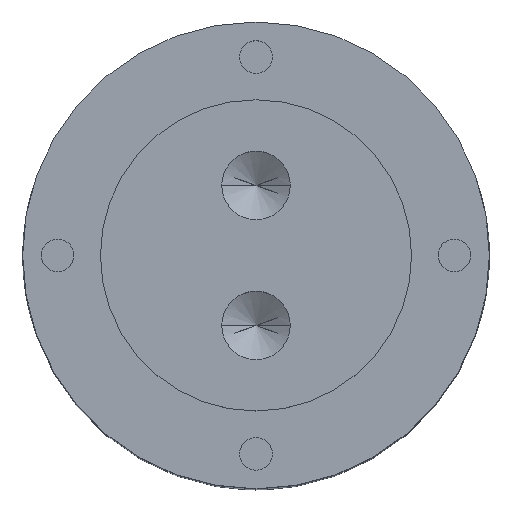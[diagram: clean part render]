
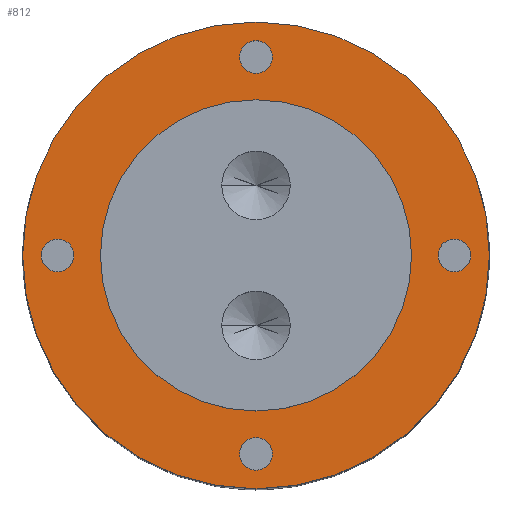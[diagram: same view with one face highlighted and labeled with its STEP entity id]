
A CAD part, top view. The second image highlights one B-rep face of the part: STEP entity #812.
In plain terms, the highlighted planar face has unit normal (0, 0, 1).
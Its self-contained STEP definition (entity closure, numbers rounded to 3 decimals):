
#13 = CARTESIAN_POINT ( 'NONE',  ( 20., 0., -2. ) ) ;
#38 = ORIENTED_EDGE ( 'NONE', *, *, #215, .F. ) ;
#40 = EDGE_CURVE ( 'NONE', #612, #1590, #1027, .T. ) ;
#43 = ORIENTED_EDGE ( 'NONE', *, *, #60, .F. ) ;
#50 = CARTESIAN_POINT ( 'NONE',  ( 0., 0., -2. ) ) ;
#60 = EDGE_CURVE ( 'NONE', #506, #291, #700, .T. ) ;
#72 = CARTESIAN_POINT ( 'NONE',  ( -23.4, 0., -2. ) ) ;
#78 = CIRCLE ( 'NONE', #1449, 2.1 ) ;
#95 = CARTESIAN_POINT ( 'NONE',  ( 0., 20., -2. ) ) ;
#101 = EDGE_LOOP ( 'NONE', ( #1381, #1106 ) ) ;
#103 = CIRCLE ( 'NONE', #1664, 2.1 ) ;
#105 = VERTEX_POINT ( 'NONE', #217 ) ;
#120 = DIRECTION ( 'NONE',  ( 1., 0., 0. ) ) ;
#140 = EDGE_CURVE ( 'NONE', #291, #506, #462, .T. ) ;
#144 = AXIS2_PLACEMENT_3D ( 'NONE', #95, #1432, #304 ) ;
#173 = CIRCLE ( 'NONE', #1756, 2.1 ) ;
#179 = EDGE_LOOP ( 'NONE', ( #1077, #1639 ) ) ;
#191 = EDGE_LOOP ( 'NONE', ( #1364, #1092 ) ) ;
#197 = EDGE_CURVE ( 'NONE', #497, #105, #173, .T. ) ;
#207 = EDGE_CURVE ( 'NONE', #571, #274, #78, .T. ) ;
#215 = EDGE_CURVE ( 'NONE', #604, #468, #103, .T. ) ;
#217 = CARTESIAN_POINT ( 'NONE',  ( -2.1, 25.5, -2. ) ) ;
#223 = EDGE_CURVE ( 'NONE', #1080, #558, #1025, .T. ) ;
#226 = EDGE_CURVE ( 'NONE', #1590, #612, #1011, .T. ) ;
#232 = DIRECTION ( 'NONE',  ( 0., 0., 1. ) ) ;
#250 = DIRECTION ( 'NONE',  ( 1., 0., 0. ) ) ;
#274 = VERTEX_POINT ( 'NONE', #1549 ) ;
#276 = CARTESIAN_POINT ( 'NONE',  ( 0., 0., -2. ) ) ;
#291 = VERTEX_POINT ( 'NONE', #1763 ) ;
#304 = DIRECTION ( 'NONE',  ( -1., 0., 0. ) ) ;
#351 = CARTESIAN_POINT ( 'NONE',  ( 30., 0., -2. ) ) ;
#391 = CIRCLE ( 'NONE', #647, 2.1 ) ;
#432 = CIRCLE ( 'NONE', #1274, 2.1 ) ;
#456 = DIRECTION ( 'NONE',  ( 0., 0., 1. ) ) ;
#460 = DIRECTION ( 'NONE',  ( 1., 0., 0. ) ) ;
#462 = CIRCLE ( 'NONE', #1004, 20. ) ;
#468 = VERTEX_POINT ( 'NONE', #1141 ) ;
#487 = EDGE_LOOP ( 'NONE', ( #43, #1385 ) ) ;
#489 = DIRECTION ( 'NONE',  ( 0., 0., 1. ) ) ;
#497 = VERTEX_POINT ( 'NONE', #862 ) ;
#500 = CARTESIAN_POINT ( 'NONE',  ( 0., 0., -2. ) ) ;
#506 = VERTEX_POINT ( 'NONE', #13 ) ;
#524 = EDGE_LOOP ( 'NONE', ( #38, #1643 ) ) ;
#558 = VERTEX_POINT ( 'NONE', #1725 ) ;
#571 = VERTEX_POINT ( 'NONE', #1111 ) ;
#604 = VERTEX_POINT ( 'NONE', #1606 ) ;
#612 = VERTEX_POINT ( 'NONE', #351 ) ;
#647 = AXIS2_PLACEMENT_3D ( 'NONE', #1360, #730, #1494 ) ;
#653 = DIRECTION ( 'NONE',  ( 0., 0., 1. ) ) ;
#661 = EDGE_CURVE ( 'NONE', #468, #604, #432, .T. ) ;
#667 = AXIS2_PLACEMENT_3D ( 'NONE', #1419, #785, #1562 ) ;
#681 = EDGE_CURVE ( 'NONE', #274, #571, #391, .T. ) ;
#700 = CIRCLE ( 'NONE', #1476, 20. ) ;
#722 = AXIS2_PLACEMENT_3D ( 'NONE', #50, #1170, #977 ) ;
#730 = DIRECTION ( 'NONE',  ( 0., 0., 1. ) ) ;
#785 = DIRECTION ( 'NONE',  ( 0., 0., 1. ) ) ;
#812 = ADVANCED_FACE ( 'NONE', ( #1708, #1683, #1702, #1684, #1690, #1680 ), #997, .F. ) ;
#830 = CARTESIAN_POINT ( 'NONE',  ( 0., 25.5, -2. ) ) ;
#838 = EDGE_CURVE ( 'NONE', #105, #497, #1642, .T. ) ;
#844 = DIRECTION ( 'NONE',  ( 0., 0., 1. ) ) ;
#862 = CARTESIAN_POINT ( 'NONE',  ( 2.1, 25.5, -2. ) ) ;
#887 = DIRECTION ( 'NONE',  ( 1., 0., 0. ) ) ;
#934 = DIRECTION ( 'NONE',  ( 1., 0., 0. ) ) ;
#939 = DIRECTION ( 'NONE',  ( 0., 0., 1. ) ) ;
#977 = DIRECTION ( 'NONE',  ( 1., 0., 0. ) ) ;
#997 = PLANE ( 'NONE',  #144 ) ;
#1004 = AXIS2_PLACEMENT_3D ( 'NONE', #1356, #1199, #1554 ) ;
#1007 = DIRECTION ( 'NONE',  ( 0., 0., 1. ) ) ;
#1011 = CIRCLE ( 'NONE', #722, 30. ) ;
#1024 = DIRECTION ( 'NONE',  ( 0., 0., 1. ) ) ;
#1025 = CIRCLE ( 'NONE', #1187, 2.1 ) ;
#1027 = CIRCLE ( 'NONE', #1391, 30. ) ;
#1057 = EDGE_CURVE ( 'NONE', #558, #1080, #1506, .T. ) ;
#1076 = CARTESIAN_POINT ( 'NONE',  ( 0., -25.5, -2. ) ) ;
#1077 = ORIENTED_EDGE ( 'NONE', *, *, #197, .F. ) ;
#1080 = VERTEX_POINT ( 'NONE', #72 ) ;
#1092 = ORIENTED_EDGE ( 'NONE', *, *, #681, .F. ) ;
#1106 = ORIENTED_EDGE ( 'NONE', *, *, #1057, .F. ) ;
#1111 = CARTESIAN_POINT ( 'NONE',  ( 27.6, 0., -2. ) ) ;
#1122 = ORIENTED_EDGE ( 'NONE', *, *, #40, .T. ) ;
#1127 = CARTESIAN_POINT ( 'NONE',  ( -30., 0., -2. ) ) ;
#1141 = CARTESIAN_POINT ( 'NONE',  ( -2.1, -25.5, -2. ) ) ;
#1154 = EDGE_LOOP ( 'NONE', ( #1122, #1658 ) ) ;
#1170 = DIRECTION ( 'NONE',  ( 0., 0., 1. ) ) ;
#1187 = AXIS2_PLACEMENT_3D ( 'NONE', #1284, #456, #887 ) ;
#1199 = DIRECTION ( 'NONE',  ( 0., 0., 1. ) ) ;
#1200 = AXIS2_PLACEMENT_3D ( 'NONE', #1720, #1007, #120 ) ;
#1274 = AXIS2_PLACEMENT_3D ( 'NONE', #1488, #844, #1630 ) ;
#1284 = CARTESIAN_POINT ( 'NONE',  ( -25.5, 0., -2. ) ) ;
#1351 = DIRECTION ( 'NONE',  ( 1., 0., 0. ) ) ;
#1355 = CARTESIAN_POINT ( 'NONE',  ( 25.5, 0., -2. ) ) ;
#1356 = CARTESIAN_POINT ( 'NONE',  ( 0., 0., -2. ) ) ;
#1360 = CARTESIAN_POINT ( 'NONE',  ( 25.5, 0., -2. ) ) ;
#1364 = ORIENTED_EDGE ( 'NONE', *, *, #207, .F. ) ;
#1381 = ORIENTED_EDGE ( 'NONE', *, *, #223, .F. ) ;
#1385 = ORIENTED_EDGE ( 'NONE', *, *, #140, .F. ) ;
#1391 = AXIS2_PLACEMENT_3D ( 'NONE', #500, #489, #460 ) ;
#1419 = CARTESIAN_POINT ( 'NONE',  ( -25.5, 0., -2. ) ) ;
#1432 = DIRECTION ( 'NONE',  ( 0., 0., -1. ) ) ;
#1449 = AXIS2_PLACEMENT_3D ( 'NONE', #1355, #939, #1351 ) ;
#1476 = AXIS2_PLACEMENT_3D ( 'NONE', #276, #232, #250 ) ;
#1488 = CARTESIAN_POINT ( 'NONE',  ( 0., -25.5, -2. ) ) ;
#1494 = DIRECTION ( 'NONE',  ( 1., 0., 0. ) ) ;
#1506 = CIRCLE ( 'NONE', #667, 2.1 ) ;
#1539 = DIRECTION ( 'NONE',  ( 1., 0., 0. ) ) ;
#1549 = CARTESIAN_POINT ( 'NONE',  ( 23.4, 0., -2. ) ) ;
#1554 = DIRECTION ( 'NONE',  ( 1., 0., 0. ) ) ;
#1562 = DIRECTION ( 'NONE',  ( 1., 0., 0. ) ) ;
#1590 = VERTEX_POINT ( 'NONE', #1127 ) ;
#1606 = CARTESIAN_POINT ( 'NONE',  ( 2.1, -25.5, -2. ) ) ;
#1630 = DIRECTION ( 'NONE',  ( 1., 0., 0. ) ) ;
#1639 = ORIENTED_EDGE ( 'NONE', *, *, #838, .F. ) ;
#1642 = CIRCLE ( 'NONE', #1200, 2.1 ) ;
#1643 = ORIENTED_EDGE ( 'NONE', *, *, #661, .F. ) ;
#1658 = ORIENTED_EDGE ( 'NONE', *, *, #226, .T. ) ;
#1664 = AXIS2_PLACEMENT_3D ( 'NONE', #1076, #653, #1539 ) ;
#1680 = FACE_OUTER_BOUND ( 'NONE', #1154, .T. ) ;
#1683 = FACE_BOUND ( 'NONE', #191, .T. ) ;
#1684 = FACE_BOUND ( 'NONE', #101, .T. ) ;
#1690 = FACE_BOUND ( 'NONE', #487, .T. ) ;
#1702 = FACE_BOUND ( 'NONE', #524, .T. ) ;
#1708 = FACE_BOUND ( 'NONE', #179, .T. ) ;
#1720 = CARTESIAN_POINT ( 'NONE',  ( 0., 25.5, -2. ) ) ;
#1725 = CARTESIAN_POINT ( 'NONE',  ( -27.6, 0., -2. ) ) ;
#1756 = AXIS2_PLACEMENT_3D ( 'NONE', #830, #1024, #934 ) ;
#1763 = CARTESIAN_POINT ( 'NONE',  ( -20., 0., -2. ) ) ;
